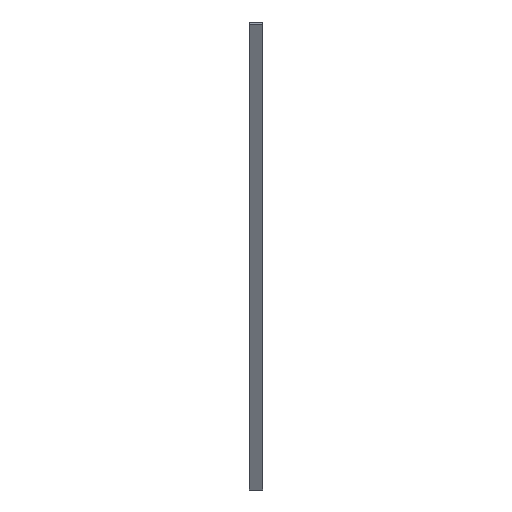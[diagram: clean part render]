
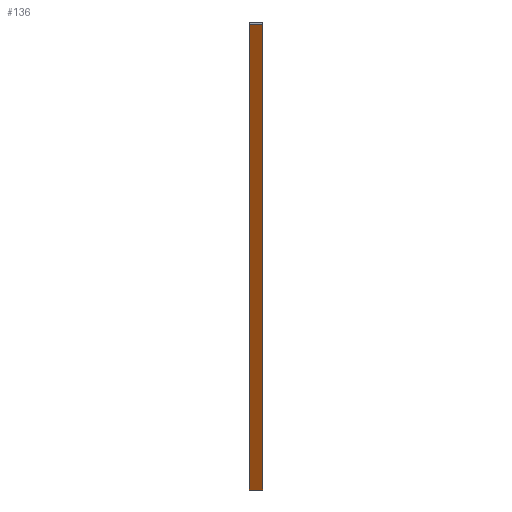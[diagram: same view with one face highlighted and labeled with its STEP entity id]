
A CAD part, left-side view. The second image highlights one B-rep face of the part: STEP entity #136.
In plain terms, the highlighted planar face has unit normal (-0.866, 0, -0.5).
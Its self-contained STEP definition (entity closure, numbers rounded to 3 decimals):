
#1 = ORIENTED_EDGE ( 'NONE', *, *, #333, .F. ) ;
#14 = PLANE ( 'NONE',  #314 ) ;
#17 = EDGE_CURVE ( 'NONE', #196, #58, #108, .T. ) ;
#18 = CARTESIAN_POINT ( 'NONE',  ( -93.366, 0., 99.093 ) ) ;
#32 = VECTOR ( 'NONE', #184, 1000. ) ;
#34 = VECTOR ( 'NONE', #298, 1000. ) ;
#38 = DIRECTION ( 'NONE',  ( 0.5, 0., -0.866 ) ) ;
#44 = DIRECTION ( 'NONE',  ( -0.5, 0., 0.866 ) ) ;
#58 = VERTEX_POINT ( 'NONE', #114 ) ;
#60 = CARTESIAN_POINT ( 'NONE',  ( -35.577, 3., -1. ) ) ;
#66 = DIRECTION ( 'NONE',  ( 0.866, 0., 0.5 ) ) ;
#70 = CARTESIAN_POINT ( 'NONE',  ( -93.366, 3., 99.093 ) ) ;
#82 = VECTOR ( 'NONE', #225, 1000. ) ;
#96 = CARTESIAN_POINT ( 'NONE',  ( -35.866, 0., -0.5 ) ) ;
#97 = LINE ( 'NONE', #96, #34 ) ;
#103 = VERTEX_POINT ( 'NONE', #128 ) ;
#108 = LINE ( 'NONE', #60, #32 ) ;
#110 = VECTOR ( 'NONE', #44, 1000. ) ;
#114 = CARTESIAN_POINT ( 'NONE',  ( -35.577, 0., -1. ) ) ;
#128 = CARTESIAN_POINT ( 'NONE',  ( -93.366, 3., 99.093 ) ) ;
#133 = ORIENTED_EDGE ( 'NONE', *, *, #286, .F. ) ;
#136 = ADVANCED_FACE ( 'NONE', ( #253 ), #14, .F. ) ;
#140 = CARTESIAN_POINT ( 'NONE',  ( -35.866, 3., -0.5 ) ) ;
#154 = ORIENTED_EDGE ( 'NONE', *, *, #17, .T. ) ;
#155 = EDGE_CURVE ( 'NONE', #58, #308, #97, .T. ) ;
#166 = CARTESIAN_POINT ( 'NONE',  ( -35.577, 3., -1. ) ) ;
#184 = DIRECTION ( 'NONE',  ( 0., -1., 0. ) ) ;
#196 = VERTEX_POINT ( 'NONE', #166 ) ;
#225 = DIRECTION ( 'NONE',  ( 0., -1., 0. ) ) ;
#253 = FACE_OUTER_BOUND ( 'NONE', #265, .T. ) ;
#256 = LINE ( 'NONE', #70, #82 ) ;
#265 = EDGE_LOOP ( 'NONE', ( #334, #1, #133, #154 ) ) ;
#274 = CARTESIAN_POINT ( 'NONE',  ( -35.866, 3., -0.5 ) ) ;
#286 = EDGE_CURVE ( 'NONE', #196, #103, #287, .T. ) ;
#287 = LINE ( 'NONE', #274, #110 ) ;
#298 = DIRECTION ( 'NONE',  ( -0.5, 0., 0.866 ) ) ;
#308 = VERTEX_POINT ( 'NONE', #18 ) ;
#314 = AXIS2_PLACEMENT_3D ( 'NONE', #140, #66, #38 ) ;
#333 = EDGE_CURVE ( 'NONE', #103, #308, #256, .T. ) ;
#334 = ORIENTED_EDGE ( 'NONE', *, *, #155, .T. ) ;
